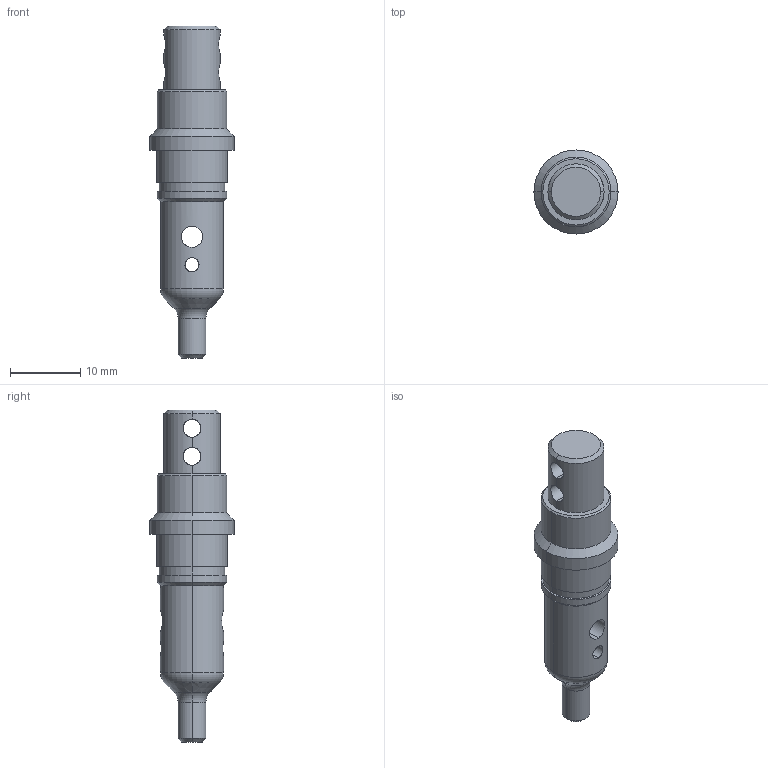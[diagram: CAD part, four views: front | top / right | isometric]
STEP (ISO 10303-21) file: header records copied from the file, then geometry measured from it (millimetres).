
FILE_DESCRIPTION (( 'STEP AP214' ), '1' );
FILE_NAME ('RCDT-PR-006 Guard Shaft R0.STEP', '2025-04-07T21:06:54', ( '' ), ( '' ), 'SwSTEP 2.0', 'SolidWorks 2024', '' );
FILE_SCHEMA (( 'AUTOMOTIVE_DESIGN' ));
Length unit declared in the file: millimetre
Products named in the file (1): RCDT-PR-006 Guard Shaft R0
Bounding box: 12 x 12 x 47.35 mm (x, y, z)
Volume: 2603.4 mm3; surface area: 1634 mm2
Topology: 1 solids, 1 shells, 46 faces, 102 edges, 58 vertices
Faces by surface type: cylinder 24, cone 12, plane 6, torus 4
Entity records: 2109 total; most frequent: CARTESIAN_POINT 551, DIRECTION 226, ORIENTED_EDGE 204, EDGE_CURVE 102, AXIS2_PLACEMENT_3D 93, VERTEX_POINT 58, EDGE_LOOP 54, UNCERTAINTY_MEASURE_WITH_UNIT 48
